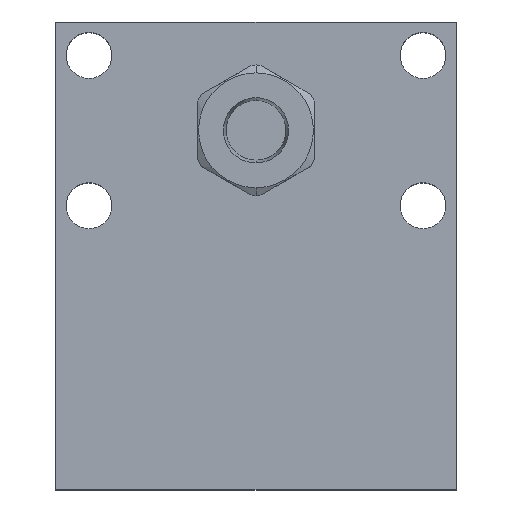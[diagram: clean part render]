
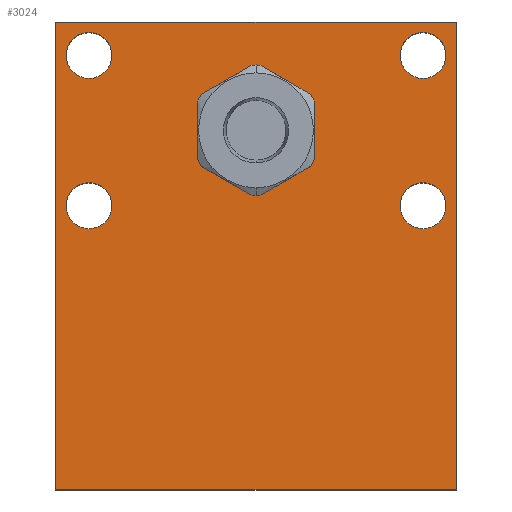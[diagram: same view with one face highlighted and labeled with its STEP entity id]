
A CAD part, top view. The second image highlights one B-rep face of the part: STEP entity #3024.
In plain terms, the highlighted planar face has unit normal (0, 0, 1).
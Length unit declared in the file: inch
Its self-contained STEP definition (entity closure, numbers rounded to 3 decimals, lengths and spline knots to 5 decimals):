
#133=DIRECTION('',(0.,-1.,0.));
#134=VECTOR('',#133,3.5);
#135=CARTESIAN_POINT('',(0.,0.,1.938));
#136=LINE('',#135,#134);
#137=DIRECTION('',(-1.,0.,0.));
#138=VECTOR('',#137,3.);
#139=CARTESIAN_POINT('',(3.,0.,1.938));
#140=LINE('',#139,#138);
#141=DIRECTION('',(0.,1.,0.));
#142=VECTOR('',#141,3.5);
#143=CARTESIAN_POINT('',(3.,-3.5,1.938));
#144=LINE('',#143,#142);
#145=DIRECTION('',(1.,0.,0.));
#146=VECTOR('',#145,3.);
#147=CARTESIAN_POINT('',(0.,-3.5,1.938));
#148=LINE('',#147,#146);
#149=CARTESIAN_POINT('',(0.25,-0.25,1.938));
#150=DIRECTION('',(0.,0.,1.));
#151=DIRECTION('',(0.,1.,0.));
#152=AXIS2_PLACEMENT_3D('',#149,#150,#151);
#154=CARTESIAN_POINT('',(0.25,-0.25,1.938));
#155=DIRECTION('',(0.,0.,1.));
#156=DIRECTION('',(0.,-1.,0.));
#157=AXIS2_PLACEMENT_3D('',#154,#155,#156);
#159=CARTESIAN_POINT('',(2.75,-0.25,1.938));
#160=DIRECTION('',(0.,0.,1.));
#161=DIRECTION('',(0.,1.,0.));
#162=AXIS2_PLACEMENT_3D('',#159,#160,#161);
#164=CARTESIAN_POINT('',(2.75,-0.25,1.938));
#165=DIRECTION('',(0.,0.,1.));
#166=DIRECTION('',(0.,-1.,0.));
#167=AXIS2_PLACEMENT_3D('',#164,#165,#166);
#169=CARTESIAN_POINT('',(2.75,-1.375,1.938));
#170=DIRECTION('',(0.,0.,1.));
#171=DIRECTION('',(0.,1.,0.));
#172=AXIS2_PLACEMENT_3D('',#169,#170,#171);
#174=CARTESIAN_POINT('',(2.75,-1.375,1.938));
#175=DIRECTION('',(0.,0.,1.));
#176=DIRECTION('',(0.,-1.,0.));
#177=AXIS2_PLACEMENT_3D('',#174,#175,#176);
#179=CARTESIAN_POINT('',(0.25,-1.375,1.938));
#180=DIRECTION('',(0.,0.,1.));
#181=DIRECTION('',(0.,1.,0.));
#182=AXIS2_PLACEMENT_3D('',#179,#180,#181);
#184=CARTESIAN_POINT('',(0.25,-1.375,1.938));
#185=DIRECTION('',(0.,0.,1.));
#186=DIRECTION('',(0.,-1.,0.));
#187=AXIS2_PLACEMENT_3D('',#184,#185,#186);
#189=CARTESIAN_POINT('',(1.5,-0.812,1.938));
#190=DIRECTION('',(0.,0.,-1.));
#191=DIRECTION('',(-1.,0.,0.));
#192=AXIS2_PLACEMENT_3D('',#189,#190,#191);
#194=CARTESIAN_POINT('',(1.5,-0.812,1.938));
#195=DIRECTION('',(0.,0.,-1.));
#196=DIRECTION('',(1.,0.,0.));
#197=AXIS2_PLACEMENT_3D('',#194,#195,#196);
#2528=CARTESIAN_POINT('',(0.,0.,1.938));
#2529=CARTESIAN_POINT('',(0.,-3.5,1.938));
#2530=VERTEX_POINT('',#2528);
#2531=VERTEX_POINT('',#2529);
#2532=CARTESIAN_POINT('',(3.,-3.5,1.938));
#2533=VERTEX_POINT('',#2532);
#2534=CARTESIAN_POINT('',(3.,0.,1.938));
#2535=VERTEX_POINT('',#2534);
#2540=CARTESIAN_POINT('',(0.25,-0.078,1.938));
#2541=CARTESIAN_POINT('',(0.25,-0.422,1.938));
#2542=VERTEX_POINT('',#2540);
#2543=VERTEX_POINT('',#2541);
#2548=CARTESIAN_POINT('',(2.75,-0.078,1.938));
#2549=CARTESIAN_POINT('',(2.75,-0.422,1.938));
#2550=VERTEX_POINT('',#2548);
#2551=VERTEX_POINT('',#2549);
#2556=CARTESIAN_POINT('',(2.75,-1.203,1.938));
#2557=CARTESIAN_POINT('',(2.75,-1.547,1.938));
#2558=VERTEX_POINT('',#2556);
#2559=VERTEX_POINT('',#2557);
#2564=CARTESIAN_POINT('',(0.25,-1.203,1.938));
#2565=CARTESIAN_POINT('',(0.25,-1.547,1.938));
#2566=VERTEX_POINT('',#2564);
#2567=VERTEX_POINT('',#2565);
#2670=CARTESIAN_POINT('',(1.9305,-0.812,1.938));
#2671=VERTEX_POINT('',#2670);
#2682=CARTESIAN_POINT('',(1.0695,-0.812,1.938));
#2683=VERTEX_POINT('',#2682);
#2983=CARTESIAN_POINT('',(0.,0.,1.938));
#2984=DIRECTION('',(0.,0.,1.));
#2985=DIRECTION('',(1.,0.,0.));
#2986=AXIS2_PLACEMENT_3D('',#2983,#2984,#2985);
#2987=PLANE('',#2986);
#2988=ORIENTED_EDGE('',*,*,#2911,.F.);
#2989=ORIENTED_EDGE('',*,*,#2932,.F.);
#2990=ORIENTED_EDGE('',*,*,#2946,.F.);
#2991=ORIENTED_EDGE('',*,*,#2965,.F.);
#2992=EDGE_LOOP('',(#2988,#2989,#2990,#2991));
#2993=FACE_OUTER_BOUND('',#2992,.F.);
#2995=ORIENTED_EDGE('',*,*,#2994,.T.);
#2997=ORIENTED_EDGE('',*,*,#2996,.T.);
#2998=EDGE_LOOP('',(#2995,#2997));
#2999=FACE_BOUND('',#2998,.F.);
#3001=ORIENTED_EDGE('',*,*,#3000,.T.);
#3003=ORIENTED_EDGE('',*,*,#3002,.T.);
#3004=EDGE_LOOP('',(#3001,#3003));
#3005=FACE_BOUND('',#3004,.F.);
#3007=ORIENTED_EDGE('',*,*,#3006,.T.);
#3009=ORIENTED_EDGE('',*,*,#3008,.T.);
#3010=EDGE_LOOP('',(#3007,#3009));
#3011=FACE_BOUND('',#3010,.F.);
#3013=ORIENTED_EDGE('',*,*,#3012,.T.);
#3015=ORIENTED_EDGE('',*,*,#3014,.T.);
#3016=EDGE_LOOP('',(#3013,#3015));
#3017=FACE_BOUND('',#3016,.F.);
#3019=ORIENTED_EDGE('',*,*,#3018,.F.);
#3021=ORIENTED_EDGE('',*,*,#3020,.F.);
#3022=EDGE_LOOP('',(#3019,#3021));
#3023=FACE_BOUND('',#3022,.F.);
#3024=ADVANCED_FACE('',(#2993,#2999,#3005,#3011,#3017,#3023),#2987,.T.);
#153=CIRCLE('',#152,0.172);
#158=CIRCLE('',#157,0.172);
#163=CIRCLE('',#162,0.172);
#168=CIRCLE('',#167,0.172);
#173=CIRCLE('',#172,0.172);
#178=CIRCLE('',#177,0.172);
#183=CIRCLE('',#182,0.172);
#188=CIRCLE('',#187,0.172);
#193=CIRCLE('',#192,0.4305);
#198=CIRCLE('',#197,0.4305);
#2911=EDGE_CURVE('',#2530,#2531,#136,.T.);
#2932=EDGE_CURVE('',#2535,#2530,#140,.T.);
#2946=EDGE_CURVE('',#2533,#2535,#144,.T.);
#2965=EDGE_CURVE('',#2531,#2533,#148,.T.);
#2994=EDGE_CURVE('',#2542,#2543,#153,.T.);
#2996=EDGE_CURVE('',#2543,#2542,#158,.T.);
#3000=EDGE_CURVE('',#2550,#2551,#163,.T.);
#3002=EDGE_CURVE('',#2551,#2550,#168,.T.);
#3006=EDGE_CURVE('',#2558,#2559,#173,.T.);
#3008=EDGE_CURVE('',#2559,#2558,#178,.T.);
#3012=EDGE_CURVE('',#2566,#2567,#183,.T.);
#3014=EDGE_CURVE('',#2567,#2566,#188,.T.);
#3018=EDGE_CURVE('',#2683,#2671,#193,.T.);
#3020=EDGE_CURVE('',#2671,#2683,#198,.T.);
